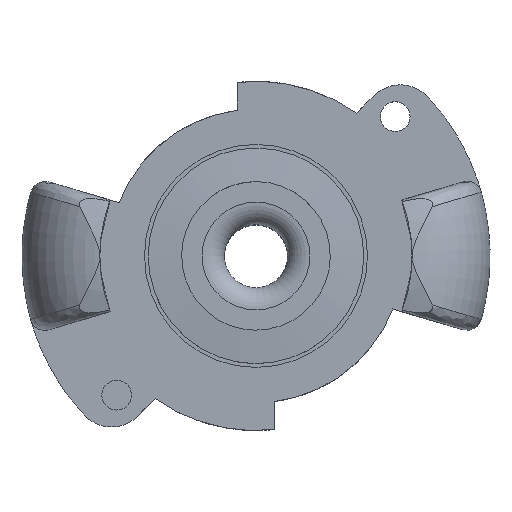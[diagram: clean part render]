
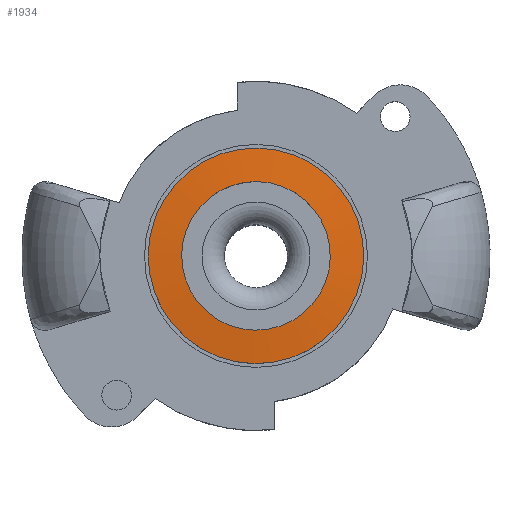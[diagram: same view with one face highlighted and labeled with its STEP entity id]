
A CAD part, top view. The second image highlights one B-rep face of the part: STEP entity #1934.
In plain terms, the highlighted conical face has half-angle 85 degrees and reference radius 12.25 mm.
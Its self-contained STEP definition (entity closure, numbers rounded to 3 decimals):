
#40=CONICAL_SURFACE('',#2188,12.25,1.484);
#287=FACE_OUTER_BOUND('',#392,.T.);
#392=EDGE_LOOP('',(#1703,#1704,#1705,#1706,#1707,#1708));
#488=LINE('',#4551,#580);
#580=VECTOR('',#2668,12.25);
#676=CIRCLE('',#2186,10.);
#677=CIRCLE('',#2187,10.);
#678=CIRCLE('',#2189,14.5);
#679=CIRCLE('',#2190,14.5);
#870=VERTEX_POINT('',#4541);
#871=VERTEX_POINT('',#4543);
#872=VERTEX_POINT('',#4547);
#873=VERTEX_POINT('',#4548);
#1150=EDGE_CURVE('',#871,#870,#676,.T.);
#1151=EDGE_CURVE('',#870,#871,#677,.T.);
#1152=EDGE_CURVE('',#872,#873,#678,.T.);
#1153=EDGE_CURVE('',#873,#872,#679,.T.);
#1154=EDGE_CURVE('',#873,#870,#488,.T.);
#1703=ORIENTED_EDGE('',*,*,#1152,.F.);
#1704=ORIENTED_EDGE('',*,*,#1153,.F.);
#1705=ORIENTED_EDGE('',*,*,#1154,.T.);
#1706=ORIENTED_EDGE('',*,*,#1151,.T.);
#1707=ORIENTED_EDGE('',*,*,#1150,.T.);
#1708=ORIENTED_EDGE('',*,*,#1154,.F.);
#1934=ADVANCED_FACE('',(#287),#40,.T.);
#2186=AXIS2_PLACEMENT_3D('',#4544,#2658,#2659);
#2187=AXIS2_PLACEMENT_3D('',#4545,#2660,#2661);
#2188=AXIS2_PLACEMENT_3D('',#4546,#2662,#2663);
#2189=AXIS2_PLACEMENT_3D('',#4549,#2664,#2665);
#2190=AXIS2_PLACEMENT_3D('',#4550,#2666,#2667);
#2658=DIRECTION('center_axis',(0.,0.,-1.));
#2659=DIRECTION('ref_axis',(0.,1.,0.));
#2660=DIRECTION('center_axis',(0.,0.,-1.));
#2661=DIRECTION('ref_axis',(0.,1.,0.));
#2662=DIRECTION('center_axis',(0.,0.,-1.));
#2663=DIRECTION('ref_axis',(0.,1.,0.));
#2664=DIRECTION('center_axis',(0.,0.,-1.));
#2665=DIRECTION('ref_axis',(0.,1.,0.));
#2666=DIRECTION('center_axis',(0.,0.,-1.));
#2667=DIRECTION('ref_axis',(0.,1.,0.));
#2668=DIRECTION('',(0.,0.996,0.087));
#4541=CARTESIAN_POINT('',(0.,-10.,11.));
#4543=CARTESIAN_POINT('',(0.,10.,11.));
#4544=CARTESIAN_POINT('Origin',(0.,0.,11.));
#4545=CARTESIAN_POINT('Origin',(0.,0.,11.));
#4546=CARTESIAN_POINT('Origin',(0.,0.,10.803));
#4547=CARTESIAN_POINT('',(0.,14.5,10.606));
#4548=CARTESIAN_POINT('',(0.,-14.5,10.606));
#4549=CARTESIAN_POINT('Origin',(0.,0.,10.606));
#4550=CARTESIAN_POINT('Origin',(0.,0.,10.606));
#4551=CARTESIAN_POINT('',(0.,-12.25,10.803));
